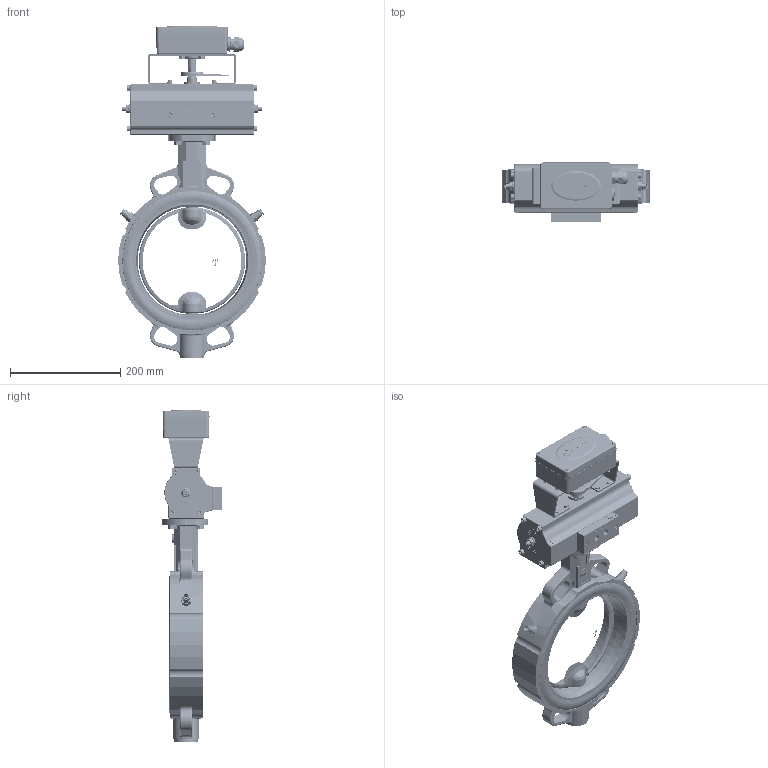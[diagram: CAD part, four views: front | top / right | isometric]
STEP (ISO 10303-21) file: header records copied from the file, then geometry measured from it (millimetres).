
FILE_DESCRIPTION((''),'2;1');
FILE_NAME('Z11Z-200-0141.stp','2013-01-07T08:29:56',('hellwig'),(''),'Autodesk Inventor 2011','Autodesk Inventor 2011','');
FILE_SCHEMA(('CONFIG_CONTROL_DESIGN'));
Length unit declared in the file: millimetre
Products named in the file (1): M23560_Konturvereinfachung_1
Bounding box: 268 x 109.5 x 602 mm (x, y, z)
Volume: 3008319.7 mm3; surface area: 677121.3 mm2
Topology: 2 solids, 73 shells, 3766 faces, 9162 edges, 5635 vertices
Faces by surface type: plane 1516, cylinder 972, bspline 631, cone 327, torus 204, sphere 116
Full cylindrical faces by diameter (mm): 2 x2, 2.5 x2, 3.242 x4, 4 x13, 4.134 x8, 4.567 x4, 4.917 x17, 5 x8, 5.459 x4, 5.5 x8, 6 x24, 6.5 x15, 6.6 x2, 6.647 x4, 6.7 x4, 7 x4, 7.323 x4, 8 x11, 8.2 x2, 8.4 x4, 8.7 x4, 9 x8, 10 x10, 11 x2, 11.3 x2, 11.4 x4, 11.445 x6, 12 x2, 13 x2, 14.2 x2
Entity records: 126340 total; most frequent: CARTESIAN_POINT 41796, ORIENTED_EDGE 16568, DIRECTION 15911, EDGE_CURVE 8284, AXIS2_PLACEMENT_3D 6102, VERTEX_POINT 5378, EDGE_LOOP 4622, FACE_OUTER_BOUND 3760
